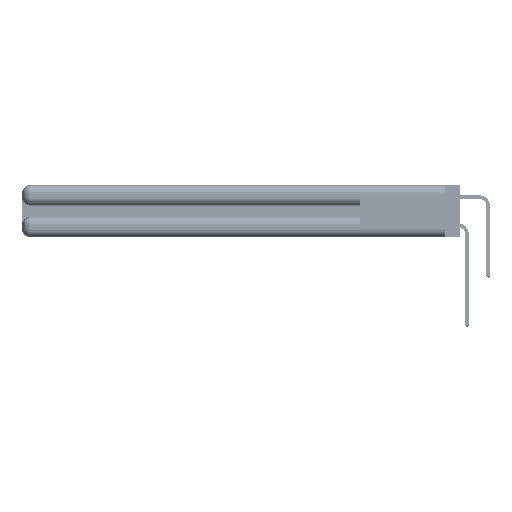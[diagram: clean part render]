
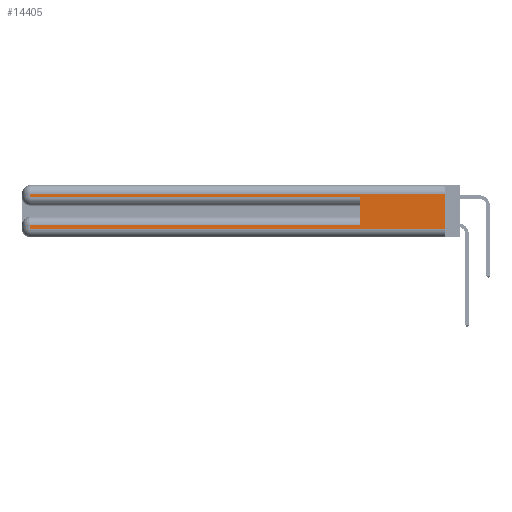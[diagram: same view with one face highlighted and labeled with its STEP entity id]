
A CAD part, left-side view. The second image highlights one B-rep face of the part: STEP entity #14405.
In plain terms, the highlighted planar face has unit normal (-1, 0, 0).
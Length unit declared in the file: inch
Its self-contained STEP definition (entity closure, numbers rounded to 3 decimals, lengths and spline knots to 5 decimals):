
#435 = VERTEX_POINT ( 'NONE', #44723 ) ;
#555 = VECTOR ( 'NONE', #49117, 39.37008 ) ;
#607 = VECTOR ( 'NONE', #21206, 39.37008 ) ;
#716 = CARTESIAN_POINT ( 'NONE',  ( 0., 0.6, 0.145 ) ) ;
#718 = VERTEX_POINT ( 'NONE', #50509 ) ;
#1325 = ORIENTED_EDGE ( 'NONE', *, *, #52952, .F. ) ;
#2881 = ORIENTED_EDGE ( 'NONE', *, *, #39139, .F. ) ;
#3449 = LINE ( 'NONE', #24337, #46532 ) ;
#4105 = DIRECTION ( 'NONE',  ( 0., 0., -1. ) ) ;
#4820 = ORIENTED_EDGE ( 'NONE', *, *, #19529, .T. ) ;
#7430 = ORIENTED_EDGE ( 'NONE', *, *, #21634, .T. ) ;
#7994 = VECTOR ( 'NONE', #29572, 39.37008 ) ;
#8573 = LINE ( 'NONE', #716, #55843 ) ;
#10206 = DIRECTION ( 'NONE',  ( 0., 0., 1. ) ) ;
#10409 = DIRECTION ( 'NONE',  ( 0., 0., -1. ) ) ;
#11468 = FACE_OUTER_BOUND ( 'NONE', #12677, .T. ) ;
#12677 = EDGE_LOOP ( 'NONE', ( #2881, #7430, #4820, #15844, #1325, #38207, #31356, #15911 ) ) ;
#12825 = CARTESIAN_POINT ( 'NONE',  ( 0., 2.94, 0.285 ) ) ;
#13233 = PLANE ( 'NONE',  #51563 ) ;
#14405 = ADVANCED_FACE ( 'NONE', ( #11468 ), #13233, .F. ) ;
#15844 = ORIENTED_EDGE ( 'NONE', *, *, #35995, .T. ) ;
#15911 = ORIENTED_EDGE ( 'NONE', *, *, #52328, .T. ) ;
#17429 = CARTESIAN_POINT ( 'NONE',  ( 0., 0., 0.06 ) ) ;
#18018 = DIRECTION ( 'NONE',  ( 0., -1., 0. ) ) ;
#18275 = CARTESIAN_POINT ( 'NONE',  ( 0., 2.94, 0.085 ) ) ;
#18364 = CARTESIAN_POINT ( 'NONE',  ( 0., 2.94, 0.31 ) ) ;
#19529 = EDGE_CURVE ( 'NONE', #57147, #53368, #29657, .T. ) ;
#20034 = DIRECTION ( 'NONE',  ( 0., -1., 0. ) ) ;
#21206 = DIRECTION ( 'NONE',  ( 0., 1., 0. ) ) ;
#21634 = EDGE_CURVE ( 'NONE', #38639, #57147, #56604, .T. ) ;
#23030 = CARTESIAN_POINT ( 'NONE',  ( 0., 2.94, 0.37 ) ) ;
#24135 = VERTEX_POINT ( 'NONE', #56779 ) ;
#24337 = CARTESIAN_POINT ( 'NONE',  ( 0., 0., 0.285 ) ) ;
#25928 = EDGE_CURVE ( 'NONE', #54260, #29466, #35992, .T. ) ;
#26099 = CARTESIAN_POINT ( 'NONE',  ( 0., 0., 0.085 ) ) ;
#28818 = VECTOR ( 'NONE', #56169, 39.37008 ) ;
#29466 = VERTEX_POINT ( 'NONE', #18275 ) ;
#29572 = DIRECTION ( 'NONE',  ( 0., 0., -1. ) ) ;
#29657 = LINE ( 'NONE', #48355, #555 ) ;
#29914 = CARTESIAN_POINT ( 'NONE',  ( 0., 0., 0.31 ) ) ;
#30524 = DIRECTION ( 'NONE',  ( 1., 0., 0. ) ) ;
#31356 = ORIENTED_EDGE ( 'NONE', *, *, #35108, .T. ) ;
#35108 = EDGE_CURVE ( 'NONE', #29466, #718, #36876, .T. ) ;
#35992 = LINE ( 'NONE', #26099, #607 ) ;
#35995 = EDGE_CURVE ( 'NONE', #53368, #24135, #3449, .T. ) ;
#36876 = LINE ( 'NONE', #23030, #38277 ) ;
#38207 = ORIENTED_EDGE ( 'NONE', *, *, #25928, .T. ) ;
#38277 = VECTOR ( 'NONE', #10409, 39.37008 ) ;
#38639 = VERTEX_POINT ( 'NONE', #44188 ) ;
#39139 = EDGE_CURVE ( 'NONE', #38639, #435, #45575, .T. ) ;
#39890 = VECTOR ( 'NONE', #18018, 39.37008 ) ;
#44188 = CARTESIAN_POINT ( 'NONE',  ( 0., 0., 0.31 ) ) ;
#44723 = CARTESIAN_POINT ( 'NONE',  ( 0., 0., 0.06 ) ) ;
#45395 = CARTESIAN_POINT ( 'NONE',  ( 0., 0.6, 0.085 ) ) ;
#45457 = LINE ( 'NONE', #17429, #39890 ) ;
#45575 = LINE ( 'NONE', #56200, #7994 ) ;
#46532 = VECTOR ( 'NONE', #20034, 39.37008 ) ;
#48355 = CARTESIAN_POINT ( 'NONE',  ( 0., 2.94, 0.37 ) ) ;
#49117 = DIRECTION ( 'NONE',  ( 0., 0., -1. ) ) ;
#50509 = CARTESIAN_POINT ( 'NONE',  ( 0., 2.94, 0.06 ) ) ;
#51563 = AXIS2_PLACEMENT_3D ( 'NONE', #56732, #30524, #4105 ) ;
#52328 = EDGE_CURVE ( 'NONE', #718, #435, #45457, .T. ) ;
#52952 = EDGE_CURVE ( 'NONE', #54260, #24135, #8573, .T. ) ;
#53368 = VERTEX_POINT ( 'NONE', #12825 ) ;
#54260 = VERTEX_POINT ( 'NONE', #45395 ) ;
#55843 = VECTOR ( 'NONE', #10206, 39.37008 ) ;
#56169 = DIRECTION ( 'NONE',  ( 0., 1., 0. ) ) ;
#56200 = CARTESIAN_POINT ( 'NONE',  ( 0., 0., 0.37 ) ) ;
#56604 = LINE ( 'NONE', #29914, #28818 ) ;
#56732 = CARTESIAN_POINT ( 'NONE',  ( 0., 0., 0.37 ) ) ;
#56779 = CARTESIAN_POINT ( 'NONE',  ( 0., 0.6, 0.285 ) ) ;
#57147 = VERTEX_POINT ( 'NONE', #18364 ) ;
